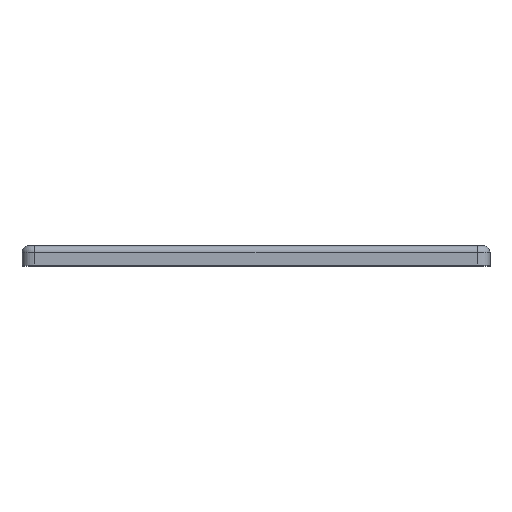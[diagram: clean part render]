
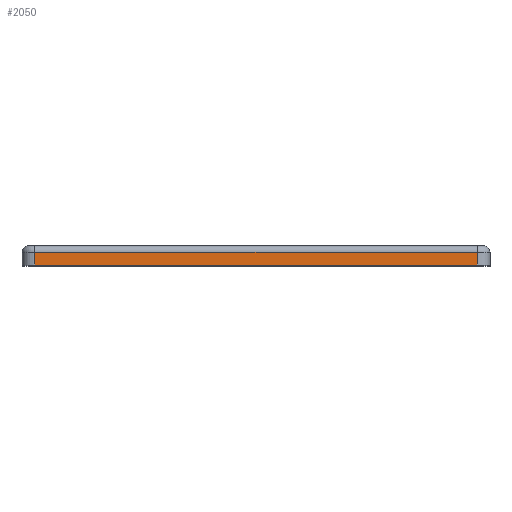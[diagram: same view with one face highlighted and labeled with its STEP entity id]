
A CAD part, top view. The second image highlights one B-rep face of the part: STEP entity #2050.
In plain terms, the highlighted planar face has unit normal (0, 0, 1).
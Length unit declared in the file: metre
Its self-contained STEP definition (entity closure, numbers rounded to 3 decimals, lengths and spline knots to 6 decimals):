
#501=ORIENTED_EDGE('',*,*,#948,.F.);
#502=ORIENTED_EDGE('',*,*,#923,.T.);
#503=ORIENTED_EDGE('',*,*,#1035,.T.);
#504=ORIENTED_EDGE('',*,*,#931,.F.);
#923=EDGE_CURVE('',#1205,#1209,#1366,.T.);
#931=EDGE_CURVE('',#1213,#1214,#1369,.T.);
#948=EDGE_CURVE('',#1205,#1213,#1376,.T.);
#1035=EDGE_CURVE('',#1209,#1214,#1422,.T.);
#1205=VERTEX_POINT('',#3646);
#1209=VERTEX_POINT('',#3655);
#1213=VERTEX_POINT('',#3665);
#1214=VERTEX_POINT('',#3669);
#1366=LINE('',#3656,#1554);
#1369=LINE('',#3672,#1557);
#1376=LINE('',#3707,#1564);
#1422=LINE('',#3878,#1610);
#1554=VECTOR('',#3017,1.);
#1557=VECTOR('',#3034,1.);
#1564=VECTOR('',#3073,1.);
#1610=VECTOR('',#3207,1.);
#1748=EDGE_LOOP('',(#501,#502,#503,#504));
#1888=FACE_BOUND('',#1748,.T.);
#1982=PLANE('',#2792);
#2050=ADVANCED_FACE('',(#1888),#1982,.F.);
#2792=AXIS2_PLACEMENT_3D('',#3904,#3238,#3239);
#3017=DIRECTION('',(0.,-1.,0.));
#3034=DIRECTION('',(0.,-1.,0.));
#3073=DIRECTION('',(1.,0.,0.));
#3207=DIRECTION('',(1.,0.,0.));
#3238=DIRECTION('',(0.,0.,-1.));
#3239=DIRECTION('',(0.,1.,0.));
#3646=CARTESIAN_POINT('',(-0.0345,0.021,0.0505));
#3655=CARTESIAN_POINT('',(-0.0345,0.019,0.0505));
#3656=CARTESIAN_POINT('',(-0.0345,0.022,0.0505));
#3665=CARTESIAN_POINT('',(0.0345,0.021,0.0505));
#3669=CARTESIAN_POINT('',(0.0345,0.019,0.0505));
#3672=CARTESIAN_POINT('',(0.0345,0.021,0.0505));
#3707=CARTESIAN_POINT('',(-0.0365,0.021,0.0505));
#3878=CARTESIAN_POINT('',(0.,0.019,0.0505));
#3904=CARTESIAN_POINT('',(0.,0.022,0.0505));
